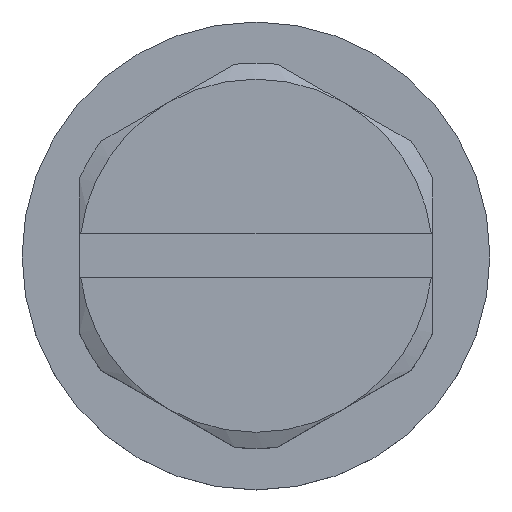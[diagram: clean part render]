
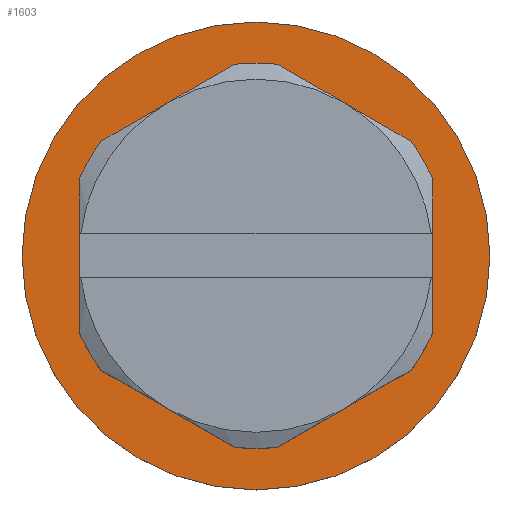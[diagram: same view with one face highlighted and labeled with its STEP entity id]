
A CAD part, top view. The second image highlights one B-rep face of the part: STEP entity #1603.
In plain terms, the highlighted planar face has unit normal (0, 0, 1).
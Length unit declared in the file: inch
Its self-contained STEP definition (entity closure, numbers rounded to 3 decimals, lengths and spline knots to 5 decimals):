
#19=PLANE('',#1642);
#88=LINE('',#9300,#177);
#89=LINE('',#9304,#178);
#90=LINE('',#9308,#179);
#91=LINE('',#9312,#180);
#92=LINE('',#9316,#181);
#93=LINE('',#9319,#182);
#177=VECTOR('',#1773,0.13639);
#178=VECTOR('',#1776,0.13639);
#179=VECTOR('',#1779,0.13639);
#180=VECTOR('',#1782,0.13639);
#181=VECTOR('',#1785,0.13639);
#182=VECTOR('',#1788,0.13639);
#412=FACE_BOUND('',#571,.T.);
#478=FACE_OUTER_BOUND('',#570,.T.);
#570=EDGE_LOOP('',(#1404));
#571=EDGE_LOOP('',(#1405,#1406,#1407,#1408,#1409,#1410,#1411,#1412,#1413,
#1414,#1415,#1416));
#595=CIRCLE('',#1630,0.207);
#602=CIRCLE('',#1643,0.17048);
#603=CIRCLE('',#1644,0.17048);
#604=CIRCLE('',#1645,0.17048);
#605=CIRCLE('',#1646,0.17048);
#606=CIRCLE('',#1647,0.17048);
#607=CIRCLE('',#1648,0.17048);
#620=VERTEX_POINT('',#1887);
#745=VERTEX_POINT('',#9296);
#746=VERTEX_POINT('',#9297);
#747=VERTEX_POINT('',#9299);
#748=VERTEX_POINT('',#9301);
#749=VERTEX_POINT('',#9303);
#750=VERTEX_POINT('',#9305);
#751=VERTEX_POINT('',#9307);
#752=VERTEX_POINT('',#9309);
#753=VERTEX_POINT('',#9311);
#754=VERTEX_POINT('',#9313);
#755=VERTEX_POINT('',#9315);
#756=VERTEX_POINT('',#9317);
#785=EDGE_CURVE('',#620,#620,#595,.T.);
#971=EDGE_CURVE('',#745,#746,#602,.T.);
#972=EDGE_CURVE('',#746,#747,#88,.T.);
#973=EDGE_CURVE('',#747,#748,#603,.T.);
#974=EDGE_CURVE('',#748,#749,#89,.T.);
#975=EDGE_CURVE('',#749,#750,#604,.T.);
#976=EDGE_CURVE('',#750,#751,#90,.T.);
#977=EDGE_CURVE('',#751,#752,#605,.T.);
#978=EDGE_CURVE('',#752,#753,#91,.T.);
#979=EDGE_CURVE('',#753,#754,#606,.T.);
#980=EDGE_CURVE('',#754,#755,#92,.T.);
#981=EDGE_CURVE('',#755,#756,#607,.T.);
#982=EDGE_CURVE('',#756,#745,#93,.T.);
#1404=ORIENTED_EDGE('',*,*,#785,.F.);
#1405=ORIENTED_EDGE('',*,*,#971,.T.);
#1406=ORIENTED_EDGE('',*,*,#972,.T.);
#1407=ORIENTED_EDGE('',*,*,#973,.T.);
#1408=ORIENTED_EDGE('',*,*,#974,.T.);
#1409=ORIENTED_EDGE('',*,*,#975,.T.);
#1410=ORIENTED_EDGE('',*,*,#976,.T.);
#1411=ORIENTED_EDGE('',*,*,#977,.T.);
#1412=ORIENTED_EDGE('',*,*,#978,.T.);
#1413=ORIENTED_EDGE('',*,*,#979,.T.);
#1414=ORIENTED_EDGE('',*,*,#980,.T.);
#1415=ORIENTED_EDGE('',*,*,#981,.T.);
#1416=ORIENTED_EDGE('',*,*,#982,.T.);
#1603=ADVANCED_FACE('',(#478,#412),#19,.F.);
#1630=AXIS2_PLACEMENT_3D('',#1888,#1688,#1689);
#1642=AXIS2_PLACEMENT_3D('',#9295,#1769,#1770);
#1643=AXIS2_PLACEMENT_3D('',#9298,#1771,#1772);
#1644=AXIS2_PLACEMENT_3D('',#9302,#1774,#1775);
#1645=AXIS2_PLACEMENT_3D('',#9306,#1777,#1778);
#1646=AXIS2_PLACEMENT_3D('',#9310,#1780,#1781);
#1647=AXIS2_PLACEMENT_3D('',#9314,#1783,#1784);
#1648=AXIS2_PLACEMENT_3D('',#9318,#1786,#1787);
#1688=DIRECTION('center_axis',(0.,0.,-1.));
#1689=DIRECTION('ref_axis',(-1.,0.,0.));
#1769=DIRECTION('center_axis',(0.,0.,-1.));
#1770=DIRECTION('ref_axis',(-1.,0.,0.));
#1771=DIRECTION('center_axis',(0.,0.,-1.));
#1772=DIRECTION('ref_axis',(-1.,0.,0.));
#1773=DIRECTION('',(-0.866,0.5,0.));
#1774=DIRECTION('center_axis',(0.,0.,-1.));
#1775=DIRECTION('ref_axis',(-1.,0.,0.));
#1776=DIRECTION('',(0.,1.,0.));
#1777=DIRECTION('center_axis',(0.,0.,-1.));
#1778=DIRECTION('ref_axis',(-1.,0.,0.));
#1779=DIRECTION('',(0.866,0.5,0.));
#1780=DIRECTION('center_axis',(0.,0.,-1.));
#1781=DIRECTION('ref_axis',(-1.,0.,0.));
#1782=DIRECTION('',(0.866,-0.5,0.));
#1783=DIRECTION('center_axis',(0.,0.,-1.));
#1784=DIRECTION('ref_axis',(-1.,0.,0.));
#1785=DIRECTION('',(0.,-1.,0.));
#1786=DIRECTION('center_axis',(0.,0.,-1.));
#1787=DIRECTION('ref_axis',(-1.,0.,0.));
#1788=DIRECTION('',(-0.866,-0.5,0.));
#1887=CARTESIAN_POINT('',(-0.207,0.,0.0302));
#1888=CARTESIAN_POINT('Origin',(0.,0.,0.0302));
#9295=CARTESIAN_POINT('Origin',(0.,0.,0.0302));
#9296=CARTESIAN_POINT('',(0.01907,-0.16941,0.0302));
#9297=CARTESIAN_POINT('',(-0.01907,-0.16941,0.0302));
#9298=CARTESIAN_POINT('Origin',(0.,0.,0.0302));
#9299=CARTESIAN_POINT('',(-0.13718,-0.10122,0.0302));
#9300=CARTESIAN_POINT('',(-0.15625,-0.09021,0.0302));
#9301=CARTESIAN_POINT('',(-0.15625,-0.06819,0.0302));
#9302=CARTESIAN_POINT('Origin',(0.,0.,0.0302));
#9303=CARTESIAN_POINT('',(-0.15625,0.06819,0.0302));
#9304=CARTESIAN_POINT('',(-0.15625,0.09021,0.0302));
#9305=CARTESIAN_POINT('',(-0.13718,0.10122,0.0302));
#9306=CARTESIAN_POINT('Origin',(0.,0.,0.0302));
#9307=CARTESIAN_POINT('',(-0.01907,0.16941,0.0302));
#9308=CARTESIAN_POINT('',(0.,0.18042,0.0302));
#9309=CARTESIAN_POINT('',(0.01907,0.16941,0.0302));
#9310=CARTESIAN_POINT('Origin',(0.,0.,0.0302));
#9311=CARTESIAN_POINT('',(0.13718,0.10122,0.0302));
#9312=CARTESIAN_POINT('',(0.15625,0.09021,0.0302));
#9313=CARTESIAN_POINT('',(0.15625,0.06819,0.0302));
#9314=CARTESIAN_POINT('Origin',(0.,0.,0.0302));
#9315=CARTESIAN_POINT('',(0.15625,-0.06819,0.0302));
#9316=CARTESIAN_POINT('',(0.15625,-0.09021,0.0302));
#9317=CARTESIAN_POINT('',(0.13718,-0.10122,0.0302));
#9318=CARTESIAN_POINT('Origin',(0.,0.,0.0302));
#9319=CARTESIAN_POINT('',(0.,-0.18042,0.0302));
